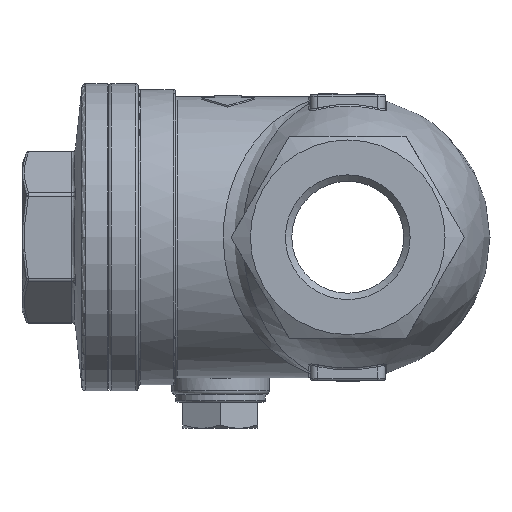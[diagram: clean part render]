
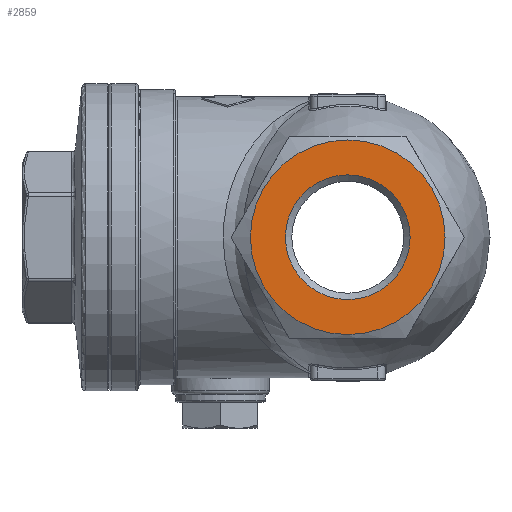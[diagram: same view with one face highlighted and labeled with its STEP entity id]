
A CAD part, left-side view. The second image highlights one B-rep face of the part: STEP entity #2859.
In plain terms, the highlighted planar face has unit normal (-1, 0, 0).
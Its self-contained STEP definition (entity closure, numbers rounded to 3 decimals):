
#2485 = ORIENTED_EDGE ( 'NONE', *, *, #6556, .T. ) ;
#2486 = ORIENTED_EDGE ( 'NONE', *, *, #6574, .F. ) ;
#2859 = ADVANCED_FACE ( 'NONE', ( #7601, #7599 ), #7630, .F. ) ;
#6556 = EDGE_CURVE ( 'NONE', #36848, #36848, #24585, .T. ) ;
#6574 = EDGE_CURVE ( 'NONE', #36862, #36862, #24648, .T. ) ;
#7599 = FACE_BOUND ( 'NONE', #38155, .T. ) ;
#7601 = FACE_OUTER_BOUND ( 'NONE', #38156, .T. ) ;
#7630 = PLANE ( 'NONE',  #29420 ) ;
#7632 = CARTESIAN_POINT ( 'NONE',  ( -32.5, 0., -13. ) ) ;
#7634 = DIRECTION ( 'NONE',  ( 1., 0., 0. ) ) ;
#7636 = DIRECTION ( 'NONE',  ( 0., 0., 1. ) ) ;
#10953 = CARTESIAN_POINT ( 'NONE',  ( -32.5, 0., 0. ) ) ;
#10954 = DIRECTION ( 'NONE',  ( -1., 0., 0. ) ) ;
#10955 = DIRECTION ( 'NONE',  ( 0., 0., 1. ) ) ;
#11124 = CARTESIAN_POINT ( 'NONE',  ( -32.5, 0., 0. ) ) ;
#11125 = DIRECTION ( 'NONE',  ( -1., 0., 0. ) ) ;
#11126 = DIRECTION ( 'NONE',  ( 0., 0., 1. ) ) ;
#24585 = CIRCLE ( 'NONE', #24601, 13. ) ;
#24591 = AXIS2_PLACEMENT_3D ( 'NONE', #11124, #11125, #11126 ) ;
#24601 = AXIS2_PLACEMENT_3D ( 'NONE', #10953, #10954, #10955 ) ;
#24648 = CIRCLE ( 'NONE', #24591, 8.331 ) ;
#29420 = AXIS2_PLACEMENT_3D ( 'NONE', #7632, #7634, #7636 ) ;
#36848 = VERTEX_POINT ( 'NONE', #36851 ) ;
#36851 = CARTESIAN_POINT ( 'NONE',  ( -32.5, 0., 13. ) ) ;
#36862 = VERTEX_POINT ( 'NONE', #36865 ) ;
#36865 = CARTESIAN_POINT ( 'NONE',  ( -32.5, 0., 8.331 ) ) ;
#38155 = EDGE_LOOP ( 'NONE', ( #2486 ) ) ;
#38156 = EDGE_LOOP ( 'NONE', ( #2485 ) ) ;
